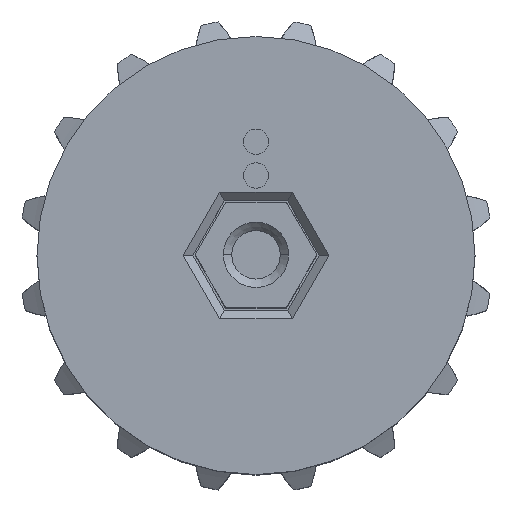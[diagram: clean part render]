
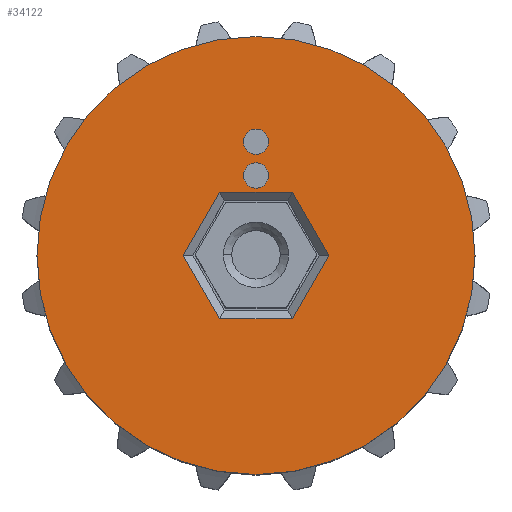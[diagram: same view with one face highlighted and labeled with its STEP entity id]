
A CAD part, top view. The second image highlights one B-rep face of the part: STEP entity #34122.
In plain terms, the highlighted planar face has unit normal (0, 0, 1).
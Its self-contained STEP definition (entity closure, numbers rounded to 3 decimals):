
#31883=CARTESIAN_POINT('',(0.,0.,3.2));
#31884=DIRECTION('',(0.,0.,-1.));
#31885=DIRECTION('',(1.,0.,0.));
#31886=AXIS2_PLACEMENT_3D('',#31883,#31884,#31885);
#31888=CARTESIAN_POINT('',(0.,0.,3.2));
#31889=DIRECTION('',(0.,0.,-1.));
#31890=DIRECTION('',(-1.,0.,0.));
#31891=AXIS2_PLACEMENT_3D('',#31888,#31889,#31890);
#31893=CARTESIAN_POINT('',(0.,5.4,3.2));
#31894=DIRECTION('',(0.,0.,1.));
#31895=DIRECTION('',(1.,0.,0.));
#31896=AXIS2_PLACEMENT_3D('',#31893,#31894,#31895);
#31898=CARTESIAN_POINT('',(0.,5.4,3.2));
#31899=DIRECTION('',(0.,0.,1.));
#31900=DIRECTION('',(-1.,0.,0.));
#31901=AXIS2_PLACEMENT_3D('',#31898,#31899,#31900);
#31903=CARTESIAN_POINT('',(0.,3.8,3.2));
#31904=DIRECTION('',(0.,0.,1.));
#31905=DIRECTION('',(1.,0.,0.));
#31906=AXIS2_PLACEMENT_3D('',#31903,#31904,#31905);
#31908=CARTESIAN_POINT('',(0.,3.8,3.2));
#31909=DIRECTION('',(0.,0.,1.));
#31910=DIRECTION('',(-1.,0.,0.));
#31911=AXIS2_PLACEMENT_3D('',#31908,#31909,#31910);
#31913=DIRECTION('',(-1.,0.,0.));
#31914=VECTOR('',#31913,3.464);
#31915=CARTESIAN_POINT('',(1.732,3.,3.2));
#31916=LINE('',#31915,#31914);
#31917=DIRECTION('',(0.5,0.866,0.));
#31918=VECTOR('',#31917,3.464);
#31919=CARTESIAN_POINT('',(-3.464,0.,3.2));
#31920=LINE('',#31919,#31918);
#31921=DIRECTION('',(-0.5,0.866,0.));
#31922=VECTOR('',#31921,3.464);
#31923=CARTESIAN_POINT('',(-1.732,-3.,3.2));
#31924=LINE('',#31923,#31922);
#31925=DIRECTION('',(1.,0.,0.));
#31926=VECTOR('',#31925,3.464);
#31927=CARTESIAN_POINT('',(-1.732,-3.,3.2));
#31928=LINE('',#31927,#31926);
#31929=DIRECTION('',(-0.5,-0.866,0.));
#31930=VECTOR('',#31929,3.464);
#31931=CARTESIAN_POINT('',(3.464,0.,3.2));
#31932=LINE('',#31931,#31930);
#31933=DIRECTION('',(0.5,-0.866,0.));
#31934=VECTOR('',#31933,3.464);
#31935=CARTESIAN_POINT('',(1.732,3.,3.2));
#31936=LINE('',#31935,#31934);
#33183=CARTESIAN_POINT('',(0.6,5.4,3.2));
#33184=CARTESIAN_POINT('',(-0.6,5.4,3.2));
#33185=VERTEX_POINT('',#33183);
#33186=VERTEX_POINT('',#33184);
#33187=CARTESIAN_POINT('',(0.6,3.8,3.2));
#33188=CARTESIAN_POINT('',(-0.6,3.8,3.2));
#33189=VERTEX_POINT('',#33187);
#33190=VERTEX_POINT('',#33188);
#33199=CARTESIAN_POINT('',(1.732,3.,3.2));
#33200=CARTESIAN_POINT('',(-1.732,3.,3.2));
#33201=VERTEX_POINT('',#33199);
#33202=VERTEX_POINT('',#33200);
#33209=CARTESIAN_POINT('',(-3.464,0.,3.2));
#33210=VERTEX_POINT('',#33209);
#33211=CARTESIAN_POINT('',(-1.732,-3.,3.2));
#33212=VERTEX_POINT('',#33211);
#33217=CARTESIAN_POINT('',(1.732,-3.,3.2));
#33218=VERTEX_POINT('',#33217);
#33221=CARTESIAN_POINT('',(3.464,0.,3.2));
#33222=VERTEX_POINT('',#33221);
#33251=CARTESIAN_POINT('',(10.4,0.,3.2));
#33252=CARTESIAN_POINT('',(-10.4,0.,3.2));
#33253=VERTEX_POINT('',#33251);
#33254=VERTEX_POINT('',#33252);
#34087=CARTESIAN_POINT('',(-7.8,-7.8,3.2));
#34088=DIRECTION('',(0.,0.,1.));
#34089=DIRECTION('',(1.,0.,0.));
#34090=AXIS2_PLACEMENT_3D('',#34087,#34088,#34089);
#34091=PLANE('',#34090);
#34093=ORIENTED_EDGE('',*,*,#34092,.T.);
#34095=ORIENTED_EDGE('',*,*,#34094,.T.);
#34096=EDGE_LOOP('',(#34093,#34095));
#34097=FACE_OUTER_BOUND('',#34096,.F.);
#34099=ORIENTED_EDGE('',*,*,#34098,.T.);
#34101=ORIENTED_EDGE('',*,*,#34100,.T.);
#34102=EDGE_LOOP('',(#34099,#34101));
#34103=FACE_BOUND('',#34102,.F.);
#34105=ORIENTED_EDGE('',*,*,#34104,.T.);
#34107=ORIENTED_EDGE('',*,*,#34106,.T.);
#34108=EDGE_LOOP('',(#34105,#34107));
#34109=FACE_BOUND('',#34108,.F.);
#34111=ORIENTED_EDGE('',*,*,#34110,.T.);
#34113=ORIENTED_EDGE('',*,*,#34112,.F.);
#34115=ORIENTED_EDGE('',*,*,#34114,.F.);
#34117=ORIENTED_EDGE('',*,*,#34116,.T.);
#34118=ORIENTED_EDGE('',*,*,#34065,.F.);
#34119=ORIENTED_EDGE('',*,*,#34077,.F.);
#34120=EDGE_LOOP('',(#34111,#34113,#34115,#34117,#34118,#34119));
#34121=FACE_BOUND('',#34120,.F.);
#34122=ADVANCED_FACE('',(#34097,#34103,#34109,#34121),#34091,.T.);
#31887=CIRCLE('',#31886,10.4);
#31892=CIRCLE('',#31891,10.4);
#31897=CIRCLE('',#31896,0.6);
#31902=CIRCLE('',#31901,0.6);
#31907=CIRCLE('',#31906,0.6);
#31912=CIRCLE('',#31911,0.6);
#34065=EDGE_CURVE('',#33222,#33218,#31932,.T.);
#34077=EDGE_CURVE('',#33201,#33222,#31936,.T.);
#34092=EDGE_CURVE('',#33253,#33254,#31887,.T.);
#34094=EDGE_CURVE('',#33254,#33253,#31892,.T.);
#34098=EDGE_CURVE('',#33185,#33186,#31897,.T.);
#34100=EDGE_CURVE('',#33186,#33185,#31902,.T.);
#34104=EDGE_CURVE('',#33189,#33190,#31907,.T.);
#34106=EDGE_CURVE('',#33190,#33189,#31912,.T.);
#34110=EDGE_CURVE('',#33201,#33202,#31916,.T.);
#34112=EDGE_CURVE('',#33210,#33202,#31920,.T.);
#34114=EDGE_CURVE('',#33212,#33210,#31924,.T.);
#34116=EDGE_CURVE('',#33212,#33218,#31928,.T.);
